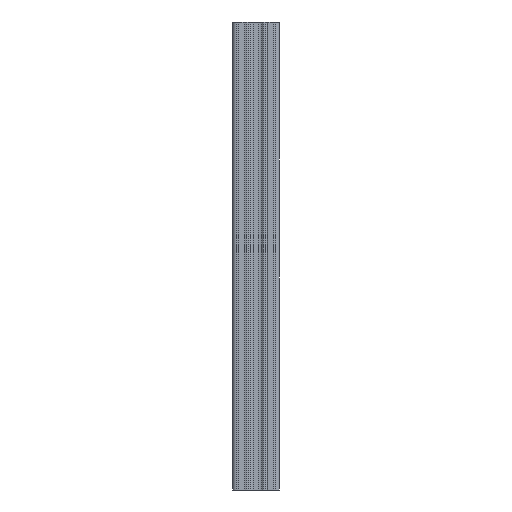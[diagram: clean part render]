
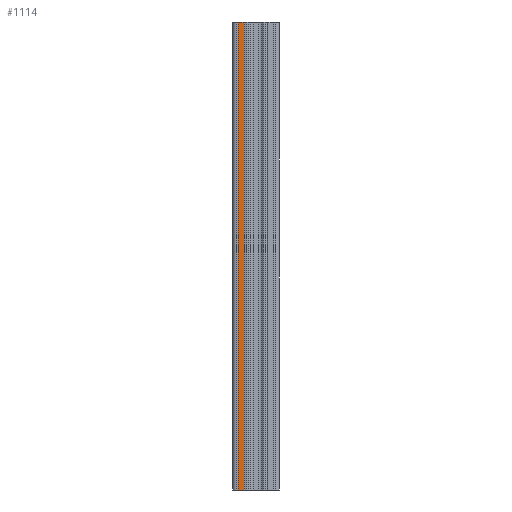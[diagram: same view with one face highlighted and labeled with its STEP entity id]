
A CAD part, left-side view. The second image highlights one B-rep face of the part: STEP entity #1114.
In plain terms, the highlighted planar face has unit normal (-1, 0, 0).
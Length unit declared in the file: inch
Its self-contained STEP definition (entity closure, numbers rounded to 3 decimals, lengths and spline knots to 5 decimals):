
#23 = EDGE_CURVE ( 'NONE', #5456, #4494, #2390, .T. ) ;
#35 = EDGE_CURVE ( 'NONE', #5456, #4413, #1717, .T. ) ;
#335 = CARTESIAN_POINT ( 'NONE',  ( -0.5, 0.376, 5. ) ) ;
#505 = DIRECTION ( 'NONE',  ( 0., 0., -1. ) ) ;
#634 = ORIENTED_EDGE ( 'NONE', *, *, #23, .F. ) ;
#736 = ORIENTED_EDGE ( 'NONE', *, *, #5906, .F. ) ;
#1114 = ADVANCED_FACE ( 'NONE', ( #2904 ), #4778, .F. ) ;
#1196 = CARTESIAN_POINT ( 'NONE',  ( -0.5, 0.24933, 5. ) ) ;
#1339 = CARTESIAN_POINT ( 'NONE',  ( -0.5, 0.24933, 5. ) ) ;
#1437 = VECTOR ( 'NONE', #7090, 39.37008 ) ;
#1717 = LINE ( 'NONE', #6121, #6056 ) ;
#1940 = EDGE_CURVE ( 'NONE', #4413, #7574, #5048, .T. ) ;
#1951 = DIRECTION ( 'NONE',  ( 0., 0., -1. ) ) ;
#2390 = LINE ( 'NONE', #335, #4983 ) ;
#2452 = CARTESIAN_POINT ( 'NONE',  ( -0.5, 0.376, -5. ) ) ;
#2463 = ORIENTED_EDGE ( 'NONE', *, *, #35, .T. ) ;
#2899 = ORIENTED_EDGE ( 'NONE', *, *, #1940, .T. ) ;
#2904 = FACE_OUTER_BOUND ( 'NONE', #3431, .T. ) ;
#3431 = EDGE_LOOP ( 'NONE', ( #2899, #736, #634, #2463 ) ) ;
#3607 = DIRECTION ( 'NONE',  ( 0., -1., 0. ) ) ;
#3790 = CARTESIAN_POINT ( 'NONE',  ( -0.5, 0.376, 5. ) ) ;
#4413 = VERTEX_POINT ( 'NONE', #5684 ) ;
#4437 = AXIS2_PLACEMENT_3D ( 'NONE', #7704, #5335, #1951 ) ;
#4494 = VERTEX_POINT ( 'NONE', #1196 ) ;
#4778 = PLANE ( 'NONE',  #4437 ) ;
#4983 = VECTOR ( 'NONE', #3607, 39.37008 ) ;
#5048 = LINE ( 'NONE', #2452, #6462 ) ;
#5234 = LINE ( 'NONE', #1339, #1437 ) ;
#5335 = DIRECTION ( 'NONE',  ( 1., 0., 0. ) ) ;
#5456 = VERTEX_POINT ( 'NONE', #3790 ) ;
#5684 = CARTESIAN_POINT ( 'NONE',  ( -0.5, 0.376, -5. ) ) ;
#5722 = DIRECTION ( 'NONE',  ( 0., -1., 0. ) ) ;
#5895 = CARTESIAN_POINT ( 'NONE',  ( -0.5, 0.24933, -5. ) ) ;
#5906 = EDGE_CURVE ( 'NONE', #4494, #7574, #5234, .T. ) ;
#6056 = VECTOR ( 'NONE', #505, 39.37008 ) ;
#6121 = CARTESIAN_POINT ( 'NONE',  ( -0.5, 0.376, 5. ) ) ;
#6462 = VECTOR ( 'NONE', #5722, 39.37008 ) ;
#7090 = DIRECTION ( 'NONE',  ( 0., 0., -1. ) ) ;
#7574 = VERTEX_POINT ( 'NONE', #5895 ) ;
#7704 = CARTESIAN_POINT ( 'NONE',  ( -0.5, 0.376, 5. ) ) ;
